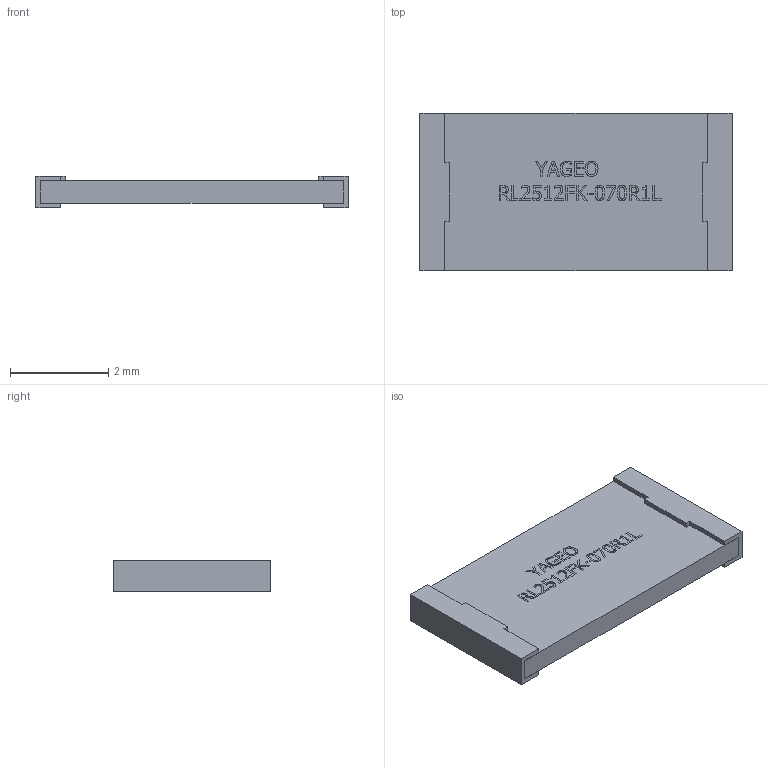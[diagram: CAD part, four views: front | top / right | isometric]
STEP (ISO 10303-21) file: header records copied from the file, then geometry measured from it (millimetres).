
FILE_DESCRIPTION(/* description */ (''),/* implementation_level */ '2;1');
FILE_NAME(/* name */ 'YAGEO RL2512FK-070R1L.stp',/* time_stamp */ '2019-03-12T19:08:45+02:00',/* author */ ('User_99'),/* organization */ (''),/* preprocessor_version */ 'ST-DEVELOPER v16.5',/* originating_system */ 'Autodesk Inventor 2017',/* authorisation */ '');
FILE_SCHEMA (('AUTOMOTIVE_DESIGN { 1 0 10303 214 3 1 1 }'));
Length unit declared in the file: millimetre
Products named in the file (4): YAGEO RL2512FK-070R1L; Part1RL; Part2RL; Part2RL_MIR
Assembly tree (3 placements, depth 2):
  YAGEO RL2512FK-070R1L
    Part1RL
    Part2RL
    Part2RL_MIR
Bounding box: 6.35 x 3.2 x 0.65 mm (x, y, z)
Volume: 9.8 mm3; surface area: 68.7 mm2
Topology: 3 solids, 3 shells, 308 faces, 828 edges, 552 vertices
Faces by surface type: plane 205, bspline 103
Entity records: 10442 total; most frequent: CARTESIAN_POINT 2986, ORIENTED_EDGE 1656, DIRECTION 1078, EDGE_CURVE 828, LINE 622, VECTOR 622, VERTEX_POINT 552, EDGE_LOOP 334
